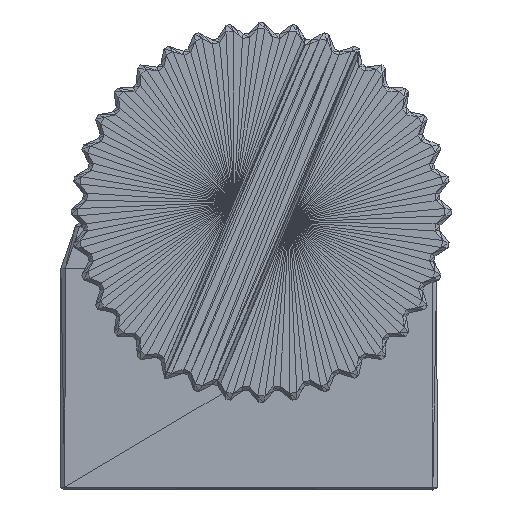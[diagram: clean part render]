
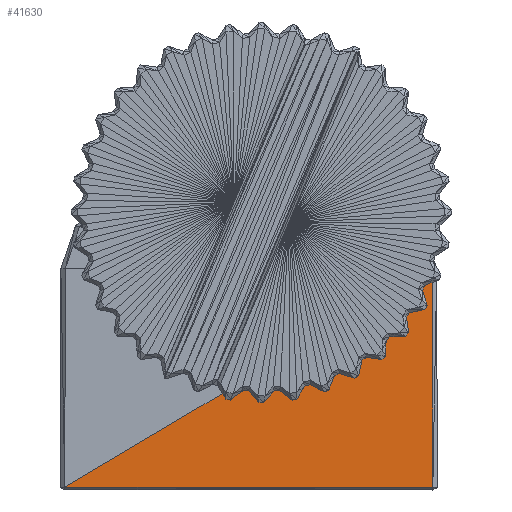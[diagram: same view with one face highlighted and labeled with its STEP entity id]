
A CAD part, top view. The second image highlights one B-rep face of the part: STEP entity #41630.
In plain terms, the highlighted planar face has unit normal (0, 0, 1).
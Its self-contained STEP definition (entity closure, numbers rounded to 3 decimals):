
#518 = CARTESIAN_POINT ( 'NONE',  ( 3.964, -7.496, 1.788 ) ) ;
#1505 = VERTEX_POINT ( 'NONE', #518 ) ;
#4274 = CARTESIAN_POINT ( 'NONE',  ( -3.477, -7.496, 1.788 ) ) ;
#8055 = AXIS2_PLACEMENT_3D ( 'NONE', #8171, #43426, #19889 ) ;
#8171 = CARTESIAN_POINT ( 'NONE',  ( 0., 0., 1.788 ) ) ;
#8692 = ORIENTED_EDGE ( 'NONE', *, *, #44277, .F. ) ;
#9347 = CARTESIAN_POINT ( 'NONE',  ( 3.954, -3.077, 1.788 ) ) ;
#13316 = DIRECTION ( 'NONE',  ( 0.002, -1., 0. ) ) ;
#13425 = VERTEX_POINT ( 'NONE', #44889 ) ;
#13907 = ORIENTED_EDGE ( 'NONE', *, *, #17398, .T. ) ;
#14675 = LINE ( 'NONE', #4274, #23839 ) ;
#16038 = PLANE ( 'NONE',  #8055 ) ;
#17398 = EDGE_CURVE ( 'NONE', #21817, #13425, #30748, .T. ) ;
#18225 = FACE_OUTER_BOUND ( 'NONE', #30543, .T. ) ;
#19889 = DIRECTION ( 'NONE',  ( -1., 0., 0. ) ) ;
#21817 = VERTEX_POINT ( 'NONE', #23181 ) ;
#23181 = CARTESIAN_POINT ( 'NONE',  ( 3.954, -3.077, 1.788 ) ) ;
#23839 = VECTOR ( 'NONE', #23899, 1000. ) ;
#23899 = DIRECTION ( 'NONE',  ( 1., 0., 0. ) ) ;
#27581 = EDGE_CURVE ( 'NONE', #13425, #1505, #14675, .T. ) ;
#27869 = DIRECTION ( 'NONE',  ( -0.859, -0.511, 0. ) ) ;
#29993 = LINE ( 'NONE', #9347, #49601 ) ;
#30543 = EDGE_LOOP ( 'NONE', ( #8692, #13907, #45967 ) ) ;
#30748 = LINE ( 'NONE', #43499, #50369 ) ;
#41630 = ADVANCED_FACE ( 'NONE', ( #18225 ), #16038, .F. ) ;
#43426 = DIRECTION ( 'NONE',  ( 0., 0., -1. ) ) ;
#43499 = CARTESIAN_POINT ( 'NONE',  ( 3.954, -3.077, 1.788 ) ) ;
#44277 = EDGE_CURVE ( 'NONE', #21817, #1505, #29993, .T. ) ;
#44889 = CARTESIAN_POINT ( 'NONE',  ( -3.477, -7.496, 1.788 ) ) ;
#45967 = ORIENTED_EDGE ( 'NONE', *, *, #27581, .T. ) ;
#49601 = VECTOR ( 'NONE', #13316, 1000. ) ;
#50369 = VECTOR ( 'NONE', #27869, 1000. ) ;
